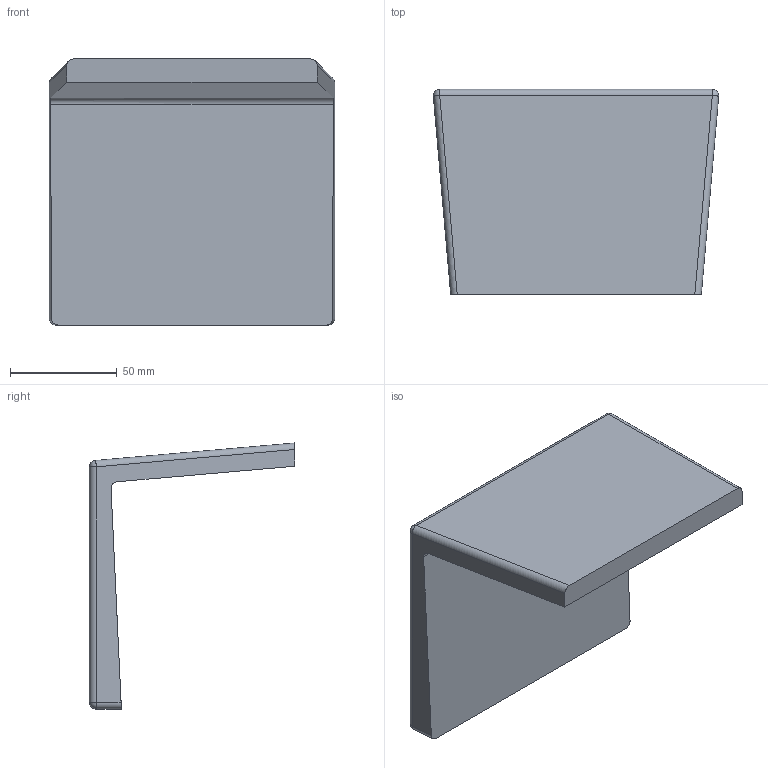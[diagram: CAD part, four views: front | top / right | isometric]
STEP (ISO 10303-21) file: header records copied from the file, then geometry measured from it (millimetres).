
FILE_DESCRIPTION (( 'STEP AP214' ), '1' );
FILE_NAME ('êðûøêà òàëèí.STEP', '2022-06-10T09:16:06', ( 'User Windows' ), ( '' ), 'SwSTEP 2.0', 'SolidWorks 2020', '' );
FILE_SCHEMA (( 'AUTOMOTIVE_DESIGN' ));
Length unit declared in the file: millimetre
Products named in the file (1): êðûøêà òàëèí
Bounding box: 133.43 x 96 x 124.4 mm (x, y, z)
Volume: 305282.9 mm3; surface area: 59275.5 mm2
Topology: 1 solids, 1 shells, 21 faces, 49 edges, 26 vertices
Faces by surface type: cylinder 9, plane 8, sphere 4
Entity records: 589 total; most frequent: CARTESIAN_POINT 111, DIRECTION 95, ORIENTED_EDGE 90, EDGE_CURVE 45, AXIS2_PLACEMENT_3D 34, VECTOR 27, LINE 27, VERTEX_POINT 26
